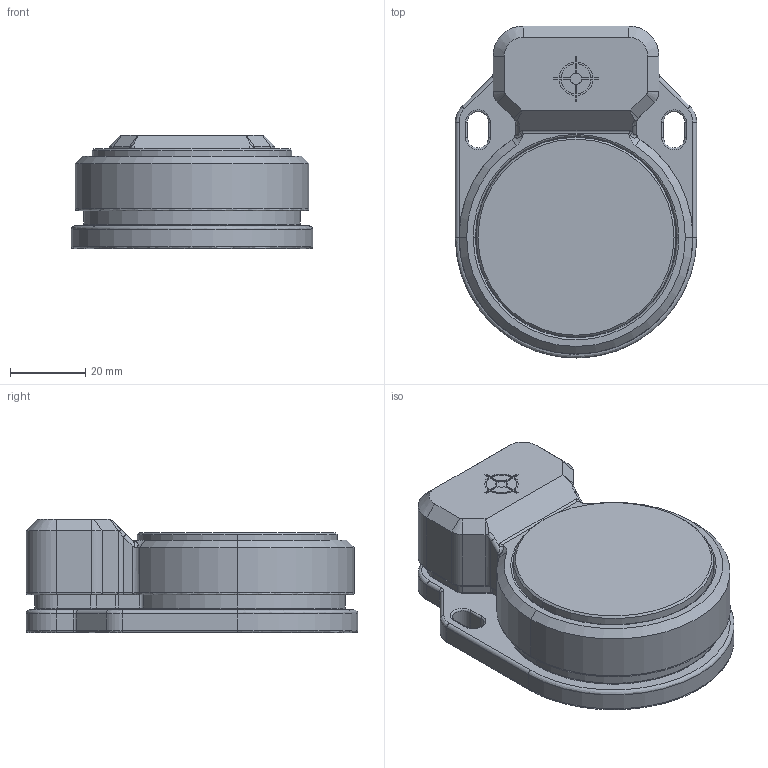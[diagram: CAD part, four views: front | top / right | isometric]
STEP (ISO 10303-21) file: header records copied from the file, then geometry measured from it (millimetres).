
FILE_DESCRIPTION (( 'STEP AP214' ), '1' );
FILE_NAME ('MGL-2P-M-461102.step', '2017-09-27T15:10:51', ( '' ), ( '' ), 'SwSTEP 2.0', 'SolidWorks 2017', '' );
FILE_SCHEMA (( 'AUTOMOTIVE_DESIGN' ));
Length unit declared in the file: inch
Products named in the file (1): MGL-2P-M-461102
Bounding box: 64 x 88 x 30 mm (x, y, z)
Volume: 77722.9 mm3; surface area: 44383.5 mm2
Topology: 5 solids, 5 shells, 504 faces, 1177 edges, 704 vertices
Faces by surface type: cylinder 200, bspline 135, plane 123, cone 46
Entity records: 18606 total; most frequent: CARTESIAN_POINT 7582, ORIENTED_EDGE 2346, DIRECTION 2253, EDGE_CURVE 1173, AXIS2_PLACEMENT_3D 885, VERTEX_POINT 704, EDGE_LOOP 557, CIRCLE 515
